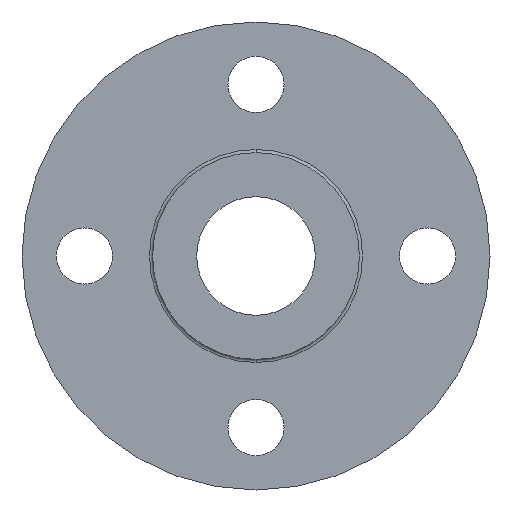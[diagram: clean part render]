
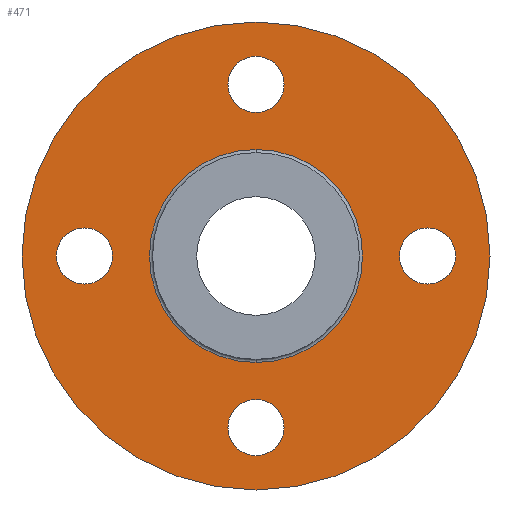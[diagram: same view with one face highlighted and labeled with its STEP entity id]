
A CAD part, front view. The second image highlights one B-rep face of the part: STEP entity #471.
In plain terms, the highlighted planar face has unit normal (0, -1, 0).
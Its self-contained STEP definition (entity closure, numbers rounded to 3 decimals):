
#4 = ORIENTED_EDGE ( 'NONE', *, *, #149, .T. ) ;
#11 = AXIS2_PLACEMENT_3D ( 'NONE', #718, #489, #1110 ) ;
#15 = CIRCLE ( 'NONE', #841, 34.146 ) ;
#41 = CIRCLE ( 'NONE', #1231, 9. ) ;
#42 = CARTESIAN_POINT ( 'NONE',  ( 55., 2., 0. ) ) ;
#64 = ORIENTED_EDGE ( 'NONE', *, *, #383, .T. ) ;
#66 = CARTESIAN_POINT ( 'NONE',  ( 0., 2., 0. ) ) ;
#71 = FACE_BOUND ( 'NONE', #938, .T. ) ;
#82 = VERTEX_POINT ( 'NONE', #508 ) ;
#85 = FACE_BOUND ( 'NONE', #868, .T. ) ;
#107 = CARTESIAN_POINT ( 'NONE',  ( 0., 2., 34.146 ) ) ;
#112 = CARTESIAN_POINT ( 'NONE',  ( 0., 2., -46. ) ) ;
#125 = CARTESIAN_POINT ( 'NONE',  ( 0., 2., -55. ) ) ;
#136 = EDGE_CURVE ( 'NONE', #712, #433, #916, .T. ) ;
#147 = CIRCLE ( 'NONE', #795, 34.146 ) ;
#149 = EDGE_CURVE ( 'NONE', #82, #1235, #375, .T. ) ;
#151 = CARTESIAN_POINT ( 'NONE',  ( 0., 2., 0. ) ) ;
#173 = AXIS2_PLACEMENT_3D ( 'NONE', #541, #1162, #960 ) ;
#176 = ORIENTED_EDGE ( 'NONE', *, *, #1074, .T. ) ;
#183 = FACE_OUTER_BOUND ( 'NONE', #1272, .T. ) ;
#202 = DIRECTION ( 'NONE',  ( 0., 1., 0. ) ) ;
#208 = AXIS2_PLACEMENT_3D ( 'NONE', #610, #202, #806 ) ;
#222 = VERTEX_POINT ( 'NONE', #713 ) ;
#231 = ORIENTED_EDGE ( 'NONE', *, *, #898, .F. ) ;
#233 = AXIS2_PLACEMENT_3D ( 'NONE', #432, #1203, #426 ) ;
#248 = DIRECTION ( 'NONE',  ( 0., 1., 0. ) ) ;
#252 = ORIENTED_EDGE ( 'NONE', *, *, #1038, .T. ) ;
#275 = AXIS2_PLACEMENT_3D ( 'NONE', #125, #512, #331 ) ;
#295 = AXIS2_PLACEMENT_3D ( 'NONE', #485, #300, #1082 ) ;
#299 = DIRECTION ( 'NONE',  ( 0., -1., 0. ) ) ;
#300 = DIRECTION ( 'NONE',  ( 0., 1., 0. ) ) ;
#303 = CARTESIAN_POINT ( 'NONE',  ( 0., 2., 64. ) ) ;
#316 = EDGE_LOOP ( 'NONE', ( #231, #975 ) ) ;
#317 = DIRECTION ( 'NONE',  ( 0., 0., -1. ) ) ;
#331 = DIRECTION ( 'NONE',  ( 0., 0., 1. ) ) ;
#338 = ORIENTED_EDGE ( 'NONE', *, *, #136, .T. ) ;
#347 = CARTESIAN_POINT ( 'NONE',  ( 0., 2., 55. ) ) ;
#352 = DIRECTION ( 'NONE',  ( 0., 1., 0. ) ) ;
#365 = VERTEX_POINT ( 'NONE', #750 ) ;
#375 = CIRCLE ( 'NONE', #11, 9. ) ;
#383 = EDGE_CURVE ( 'NONE', #965, #365, #917, .T. ) ;
#416 = CARTESIAN_POINT ( 'NONE',  ( -55., 2., 0. ) ) ;
#425 = VERTEX_POINT ( 'NONE', #465 ) ;
#426 = DIRECTION ( 'NONE',  ( 0., 0., 1. ) ) ;
#432 = CARTESIAN_POINT ( 'NONE',  ( 0., 2., 55. ) ) ;
#433 = VERTEX_POINT ( 'NONE', #550 ) ;
#465 = CARTESIAN_POINT ( 'NONE',  ( 0., 2., -64. ) ) ;
#471 = ADVANCED_FACE ( 'NONE', ( #71, #85, #1194, #1171, #1176, #183 ), #978, .F. ) ;
#480 = AXIS2_PLACEMENT_3D ( 'NONE', #42, #248, #1096 ) ;
#485 = CARTESIAN_POINT ( 'NONE',  ( -34.146, 2., 0. ) ) ;
#487 = ORIENTED_EDGE ( 'NONE', *, *, #731, .T. ) ;
#489 = DIRECTION ( 'NONE',  ( 0., 1., 0. ) ) ;
#497 = DIRECTION ( 'NONE',  ( 0., -1., 0. ) ) ;
#508 = CARTESIAN_POINT ( 'NONE',  ( -55., 2., -9. ) ) ;
#512 = DIRECTION ( 'NONE',  ( 0., 1., 0. ) ) ;
#541 = CARTESIAN_POINT ( 'NONE',  ( 0., 2., -55. ) ) ;
#550 = CARTESIAN_POINT ( 'NONE',  ( 55., 2., -9. ) ) ;
#576 = DIRECTION ( 'NONE',  ( 0., -1., 0. ) ) ;
#602 = DIRECTION ( 'NONE',  ( 0., -1., 0. ) ) ;
#610 = CARTESIAN_POINT ( 'NONE',  ( 55., 2., 0. ) ) ;
#681 = ORIENTED_EDGE ( 'NONE', *, *, #1255, .T. ) ;
#693 = AXIS2_PLACEMENT_3D ( 'NONE', #151, #576, #972 ) ;
#696 = CIRCLE ( 'NONE', #233, 9. ) ;
#698 = VERTEX_POINT ( 'NONE', #107 ) ;
#700 = EDGE_CURVE ( 'NONE', #425, #1101, #1022, .T. ) ;
#712 = VERTEX_POINT ( 'NONE', #749 ) ;
#713 = CARTESIAN_POINT ( 'NONE',  ( 0., 2., -34.146 ) ) ;
#718 = CARTESIAN_POINT ( 'NONE',  ( -55., 2., 0. ) ) ;
#731 = EDGE_CURVE ( 'NONE', #1101, #425, #878, .T. ) ;
#749 = CARTESIAN_POINT ( 'NONE',  ( 55., 2., 9. ) ) ;
#750 = CARTESIAN_POINT ( 'NONE',  ( 0., 2., -75. ) ) ;
#795 = AXIS2_PLACEMENT_3D ( 'NONE', #1274, #299, #994 ) ;
#797 = CIRCLE ( 'NONE', #208, 9. ) ;
#806 = DIRECTION ( 'NONE',  ( 0., 0., 1. ) ) ;
#822 = DIRECTION ( 'NONE',  ( 0., 1., 0. ) ) ;
#824 = CARTESIAN_POINT ( 'NONE',  ( 0., 2., 46. ) ) ;
#841 = AXIS2_PLACEMENT_3D ( 'NONE', #66, #497, #874 ) ;
#863 = ORIENTED_EDGE ( 'NONE', *, *, #1172, .T. ) ;
#868 = EDGE_LOOP ( 'NONE', ( #176, #863 ) ) ;
#874 = DIRECTION ( 'NONE',  ( 0., 0., -1. ) ) ;
#878 = CIRCLE ( 'NONE', #173, 9. ) ;
#890 = CARTESIAN_POINT ( 'NONE',  ( 0., 2., 75. ) ) ;
#895 = ORIENTED_EDGE ( 'NONE', *, *, #700, .T. ) ;
#898 = EDGE_CURVE ( 'NONE', #222, #698, #147, .T. ) ;
#916 = CIRCLE ( 'NONE', #480, 9. ) ;
#917 = CIRCLE ( 'NONE', #693, 75. ) ;
#924 = CARTESIAN_POINT ( 'NONE',  ( -55., 2., 9. ) ) ;
#932 = CARTESIAN_POINT ( 'NONE',  ( 0., 2., 0. ) ) ;
#938 = EDGE_LOOP ( 'NONE', ( #681, #4 ) ) ;
#954 = EDGE_CURVE ( 'NONE', #698, #222, #15, .T. ) ;
#960 = DIRECTION ( 'NONE',  ( 0., 0., 1. ) ) ;
#965 = VERTEX_POINT ( 'NONE', #890 ) ;
#972 = DIRECTION ( 'NONE',  ( 0., 0., -1. ) ) ;
#975 = ORIENTED_EDGE ( 'NONE', *, *, #954, .F. ) ;
#978 = PLANE ( 'NONE',  #295 ) ;
#993 = EDGE_CURVE ( 'NONE', #433, #712, #797, .T. ) ;
#994 = DIRECTION ( 'NONE',  ( 0., 0., -1. ) ) ;
#1022 = CIRCLE ( 'NONE', #275, 9. ) ;
#1032 = DIRECTION ( 'NONE',  ( 0., 0., 1. ) ) ;
#1038 = EDGE_CURVE ( 'NONE', #365, #965, #1167, .T. ) ;
#1052 = VERTEX_POINT ( 'NONE', #303 ) ;
#1055 = VERTEX_POINT ( 'NONE', #824 ) ;
#1067 = EDGE_LOOP ( 'NONE', ( #487, #895 ) ) ;
#1074 = EDGE_CURVE ( 'NONE', #1052, #1055, #696, .T. ) ;
#1082 = DIRECTION ( 'NONE',  ( 0., 0., 1. ) ) ;
#1096 = DIRECTION ( 'NONE',  ( 0., 0., 1. ) ) ;
#1101 = VERTEX_POINT ( 'NONE', #112 ) ;
#1107 = AXIS2_PLACEMENT_3D ( 'NONE', #416, #822, #1032 ) ;
#1110 = DIRECTION ( 'NONE',  ( 0., 0., 1. ) ) ;
#1139 = DIRECTION ( 'NONE',  ( 0., 0., 1. ) ) ;
#1162 = DIRECTION ( 'NONE',  ( 0., 1., 0. ) ) ;
#1167 = CIRCLE ( 'NONE', #1252, 75. ) ;
#1171 = FACE_BOUND ( 'NONE', #1067, .T. ) ;
#1172 = EDGE_CURVE ( 'NONE', #1055, #1052, #41, .T. ) ;
#1173 = EDGE_LOOP ( 'NONE', ( #338, #1259 ) ) ;
#1176 = FACE_BOUND ( 'NONE', #316, .T. ) ;
#1194 = FACE_BOUND ( 'NONE', #1173, .T. ) ;
#1203 = DIRECTION ( 'NONE',  ( 0., 1., 0. ) ) ;
#1231 = AXIS2_PLACEMENT_3D ( 'NONE', #347, #352, #1139 ) ;
#1235 = VERTEX_POINT ( 'NONE', #924 ) ;
#1252 = AXIS2_PLACEMENT_3D ( 'NONE', #932, #602, #317 ) ;
#1255 = EDGE_CURVE ( 'NONE', #1235, #82, #1286, .T. ) ;
#1259 = ORIENTED_EDGE ( 'NONE', *, *, #993, .T. ) ;
#1272 = EDGE_LOOP ( 'NONE', ( #252, #64 ) ) ;
#1274 = CARTESIAN_POINT ( 'NONE',  ( 0., 2., 0. ) ) ;
#1286 = CIRCLE ( 'NONE', #1107, 9. ) ;
